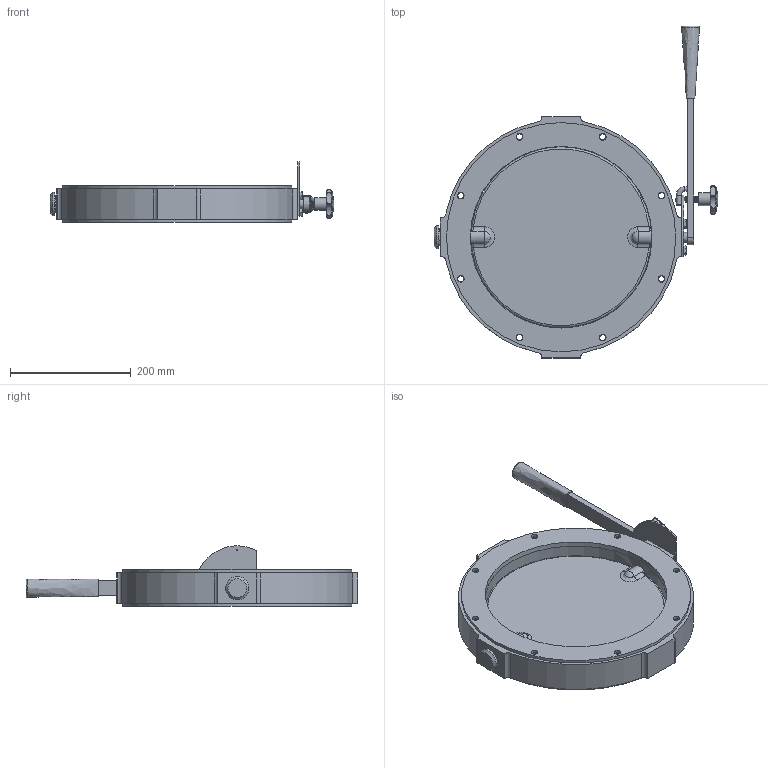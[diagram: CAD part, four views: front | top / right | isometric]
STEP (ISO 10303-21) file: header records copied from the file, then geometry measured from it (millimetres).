
FILE_DESCRIPTION (( 'STEP AP214' ), '1' );
FILE_NAME ('G-300-M.STEP', '2017-03-21T18:27:47', ( 'Windows User' ), ( 'Rejlers' ), 'SwSTEP 2.0', 'SolidWorks 2011', '' );
FILE_SCHEMA (( 'AUTOMOTIVE_DESIGN' ));
Length unit declared in the file: millimetre
Products named in the file (8): Skruv M6S 8x25; pin-6x14; Vred-WN450-A4-50-M10x25_Vred-WN450-A4-50-M10x25-Wiberg; control_disc_g150_manual; damper_manual_g300; lining_g300_nbr; valve_body_g300; G-300-M
Assembly tree (8 placements, depth 2):
  G-300-M
    control_disc_g150_manual
    damper_manual_g300
    valve_body_g300
    Skruv M6S 8x25  x2
    pin-6x14
    lining_g300_nbr
    Vred-WN450-A4-50-M10x25_Vred-WN450-A4-50-M10x25-Wiberg
Bounding box: 470.13 x 550 x 99.96 mm (x, y, z)
Volume: 3683679.7 mm3; surface area: 703439.9 mm2
Topology: 8 solids, 8 shells, 289 faces, 694 edges, 438 vertices
Faces by surface type: cylinder 111, plane 76, bspline 41, cone 32, torus 28, sphere 1
Full cylindrical faces by diameter (mm): 6 x2, 8 x8, 8.376 x11, 9 x2, 10 x19, 11 x16, 13 x2, 16 x4, 18 x1, 21 x1, 25 x2, 26 x2, 28.031 x1, 38.8 x1, 300 x1, 312 x2, 380 x2
Entity records: 14538 total; most frequent: CARTESIAN_POINT 8059, DIRECTION 1126, ORIENTED_EDGE 1022, EDGE_CURVE 511, AXIS2_PLACEMENT_3D 510, EDGE_LOOP 469, VERTEX_POINT 384, FACE_OUTER_BOUND 349
